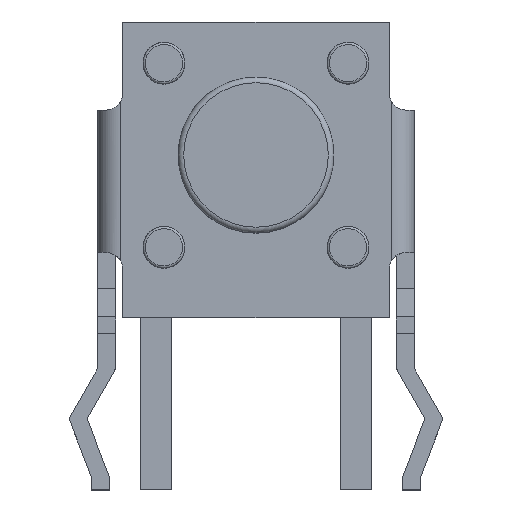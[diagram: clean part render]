
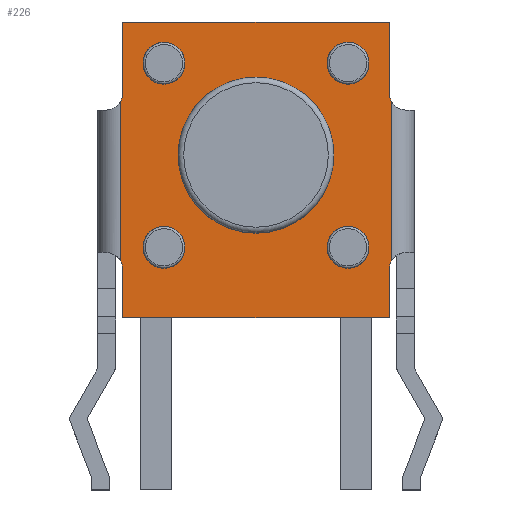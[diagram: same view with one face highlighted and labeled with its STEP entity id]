
A CAD part, top view. The second image highlights one B-rep face of the part: STEP entity #226.
In plain terms, the highlighted planar face has unit normal (0, 0, 1).
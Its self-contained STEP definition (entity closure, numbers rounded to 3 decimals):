
#55=CARTESIAN_POINT('',(0.,0.,0.));
#56=DIRECTION('',(0.,0.,1.));
#57=DIRECTION('',(1.,0.,0.));
#58=AXIS2_PLACEMENT_3D('',#55,#56,#57);
#59=PLANE('',#58);
#60=CARTESIAN_POINT('',(3.048,1.207,-0.));
#61=VERTEX_POINT('',#60);
#62=CARTESIAN_POINT('',(2.997,1.397,0.));
#63=VERTEX_POINT('',#62);
#64=CARTESIAN_POINT('',(3.378,1.397,0.));
#65=DIRECTION('',(-0.,-0.,-1.));
#66=DIRECTION('',(1.,0.,-0.));
#67=AXIS2_PLACEMENT_3D('',#64,#65,#66);
#68=CIRCLE('',#67,0.381);
#69=EDGE_CURVE('',#61,#63,#68,.T.);
#70=ORIENTED_EDGE('',*,*,#69,.T.);
#71=CARTESIAN_POINT('',(2.997,2.997,0.));
#72=VERTEX_POINT('',#71);
#73=CARTESIAN_POINT('',(2.997,1.397,0.));
#74=DIRECTION('',(0.,1.,0.));
#75=VECTOR('',#74,1.6);
#76=LINE('',#73,#75);
#77=EDGE_CURVE('',#63,#72,#76,.T.);
#78=ORIENTED_EDGE('',*,*,#77,.T.);
#79=CARTESIAN_POINT('',(-2.997,2.997,0.));
#80=VERTEX_POINT('',#79);
#81=CARTESIAN_POINT('',(2.997,2.997,0.));
#82=DIRECTION('',(-1.,-0.,0.));
#83=VECTOR('',#82,5.994);
#84=LINE('',#81,#83);
#85=EDGE_CURVE('',#72,#80,#84,.T.);
#86=ORIENTED_EDGE('',*,*,#85,.T.);
#87=CARTESIAN_POINT('',(-2.997,1.397,0.));
#88=VERTEX_POINT('',#87);
#89=CARTESIAN_POINT('',(-2.997,2.997,0.));
#90=DIRECTION('',(-0.,-1.,-0.));
#91=VECTOR('',#90,1.6);
#92=LINE('',#89,#91);
#93=EDGE_CURVE('',#80,#88,#92,.T.);
#94=ORIENTED_EDGE('',*,*,#93,.T.);
#95=CARTESIAN_POINT('',(-3.048,1.207,0.));
#96=VERTEX_POINT('',#95);
#97=CARTESIAN_POINT('',(-3.378,1.397,0.));
#98=DIRECTION('',(-0.,-0.,-1.));
#99=DIRECTION('',(1.,0.,-0.));
#100=AXIS2_PLACEMENT_3D('',#97,#98,#99);
#101=CIRCLE('',#100,0.381);
#102=EDGE_CURVE('',#88,#96,#101,.T.);
#103=ORIENTED_EDGE('',*,*,#102,.T.);
#104=CARTESIAN_POINT('',(-3.048,-2.375,-0.));
#105=VERTEX_POINT('',#104);
#106=CARTESIAN_POINT('',(-3.048,1.207,0.));
#107=DIRECTION('',(-0.,-1.,-0.));
#108=VECTOR('',#107,3.582);
#109=LINE('',#106,#108);
#110=EDGE_CURVE('',#96,#105,#109,.T.);
#111=ORIENTED_EDGE('',*,*,#110,.T.);
#112=CARTESIAN_POINT('',(-2.997,-2.565,0.));
#113=VERTEX_POINT('',#112);
#114=CARTESIAN_POINT('',(-3.378,-2.565,0.));
#115=DIRECTION('',(-0.,-0.,-1.));
#116=DIRECTION('',(1.,0.,-0.));
#117=AXIS2_PLACEMENT_3D('',#114,#115,#116);
#118=CIRCLE('',#117,0.381);
#119=EDGE_CURVE('',#105,#113,#118,.T.);
#120=ORIENTED_EDGE('',*,*,#119,.T.);
#121=CARTESIAN_POINT('',(-2.997,-3.658,0.));
#122=VERTEX_POINT('',#121);
#123=CARTESIAN_POINT('',(-2.997,-2.565,0.));
#124=DIRECTION('',(-0.,-1.,-0.));
#125=VECTOR('',#124,1.092);
#126=LINE('',#123,#125);
#127=EDGE_CURVE('',#113,#122,#126,.T.);
#128=ORIENTED_EDGE('',*,*,#127,.T.);
#129=CARTESIAN_POINT('',(2.997,-3.658,0.));
#130=VERTEX_POINT('',#129);
#131=CARTESIAN_POINT('',(-2.997,-3.658,0.));
#132=DIRECTION('',(1.,0.,-0.));
#133=VECTOR('',#132,5.994);
#134=LINE('',#131,#133);
#135=EDGE_CURVE('',#122,#130,#134,.T.);
#136=ORIENTED_EDGE('',*,*,#135,.T.);
#137=CARTESIAN_POINT('',(2.997,-2.565,0.));
#138=VERTEX_POINT('',#137);
#139=CARTESIAN_POINT('',(2.997,-3.658,0.));
#140=DIRECTION('',(0.,1.,0.));
#141=VECTOR('',#140,1.092);
#142=LINE('',#139,#141);
#143=EDGE_CURVE('',#130,#138,#142,.T.);
#144=ORIENTED_EDGE('',*,*,#143,.T.);
#145=CARTESIAN_POINT('',(3.048,-2.375,0.));
#146=VERTEX_POINT('',#145);
#147=CARTESIAN_POINT('',(3.378,-2.565,0.));
#148=DIRECTION('',(-0.,-0.,-1.));
#149=DIRECTION('',(1.,0.,-0.));
#150=AXIS2_PLACEMENT_3D('',#147,#148,#149);
#151=CIRCLE('',#150,0.381);
#152=EDGE_CURVE('',#138,#146,#151,.T.);
#153=ORIENTED_EDGE('',*,*,#152,.T.);
#154=CARTESIAN_POINT('',(3.048,-2.375,0.));
#155=DIRECTION('',(0.,1.,0.));
#156=VECTOR('',#155,3.582);
#157=LINE('',#154,#156);
#158=EDGE_CURVE('',#146,#61,#157,.T.);
#159=ORIENTED_EDGE('',*,*,#158,.T.);
#160=EDGE_LOOP('',(#70,#78,#86,#94,#103,#111,#120,#128,#136,#144,#153,#159));
#161=FACE_BOUND('',#160,.T.);
#162=CARTESIAN_POINT('',(2.54,2.07,0.));
#163=VERTEX_POINT('',#162);
#164=CARTESIAN_POINT('',(2.07,2.07,0.));
#165=DIRECTION('',(0.,0.,1.));
#166=DIRECTION('',(1.,0.,-0.));
#167=AXIS2_PLACEMENT_3D('',#164,#165,#166);
#168=CIRCLE('',#167,0.47);
#169=EDGE_CURVE('',#163,#163,#168,.T.);
#170=ORIENTED_EDGE('',*,*,#169,.F.);
#171=EDGE_LOOP('',(#170));
#172=FACE_BOUND('',#171,.T.);
#173=CARTESIAN_POINT('',(-1.6,2.07,0.));
#174=VERTEX_POINT('',#173);
#175=CARTESIAN_POINT('',(-2.07,2.07,0.));
#176=DIRECTION('',(0.,0.,1.));
#177=DIRECTION('',(1.,0.,-0.));
#178=AXIS2_PLACEMENT_3D('',#175,#176,#177);
#179=CIRCLE('',#178,0.47);
#180=EDGE_CURVE('',#174,#174,#179,.T.);
#181=ORIENTED_EDGE('',*,*,#180,.F.);
#182=EDGE_LOOP('',(#181));
#183=FACE_BOUND('',#182,.T.);
#184=CARTESIAN_POINT('',(2.54,-2.07,0.));
#185=VERTEX_POINT('',#184);
#186=CARTESIAN_POINT('',(2.07,-2.07,0.));
#187=DIRECTION('',(0.,0.,1.));
#188=DIRECTION('',(1.,0.,-0.));
#189=AXIS2_PLACEMENT_3D('',#186,#187,#188);
#190=CIRCLE('',#189,0.47);
#191=EDGE_CURVE('',#185,#185,#190,.T.);
#192=ORIENTED_EDGE('',*,*,#191,.F.);
#193=EDGE_LOOP('',(#192));
#194=FACE_BOUND('',#193,.T.);
#195=CARTESIAN_POINT('',(-1.6,-2.07,0.));
#196=VERTEX_POINT('',#195);
#197=CARTESIAN_POINT('',(-2.07,-2.07,0.));
#198=DIRECTION('',(0.,0.,1.));
#199=DIRECTION('',(1.,0.,-0.));
#200=AXIS2_PLACEMENT_3D('',#197,#198,#199);
#201=CIRCLE('',#200,0.47);
#202=EDGE_CURVE('',#196,#196,#201,.T.);
#203=ORIENTED_EDGE('',*,*,#202,.F.);
#204=EDGE_LOOP('',(#203));
#205=FACE_BOUND('',#204,.T.);
#206=CARTESIAN_POINT('',(0.,-1.753,0.));
#207=VERTEX_POINT('',#206);
#208=CARTESIAN_POINT('',(-1.753,-0.,0.));
#209=VERTEX_POINT('',#208);
#210=CARTESIAN_POINT('',(0.,0.,0.));
#211=DIRECTION('',(-0.,-0.,1.));
#212=DIRECTION('',(-1.,0.,0.));
#213=AXIS2_PLACEMENT_3D('',#210,#211,#212);
#214=CIRCLE('',#213,1.753);
#215=EDGE_CURVE('',#207,#209,#214,.T.);
#216=ORIENTED_EDGE('',*,*,#215,.F.);
#217=CARTESIAN_POINT('',(0.,0.,0.));
#218=DIRECTION('',(-0.,-0.,1.));
#219=DIRECTION('',(-1.,0.,0.));
#220=AXIS2_PLACEMENT_3D('',#217,#218,#219);
#221=CIRCLE('',#220,1.753);
#222=EDGE_CURVE('',#209,#207,#221,.T.);
#223=ORIENTED_EDGE('',*,*,#222,.F.);
#224=EDGE_LOOP('',(#216,#223));
#225=FACE_BOUND('',#224,.T.);
#226=ADVANCED_FACE('',(#161,#172,#183,#194,#205,#225),#59,.T.);
